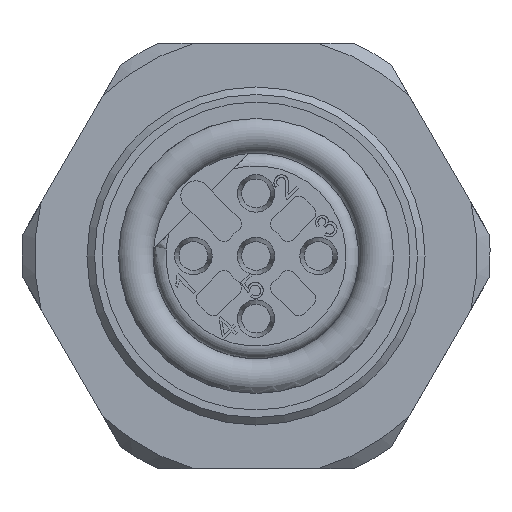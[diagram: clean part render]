
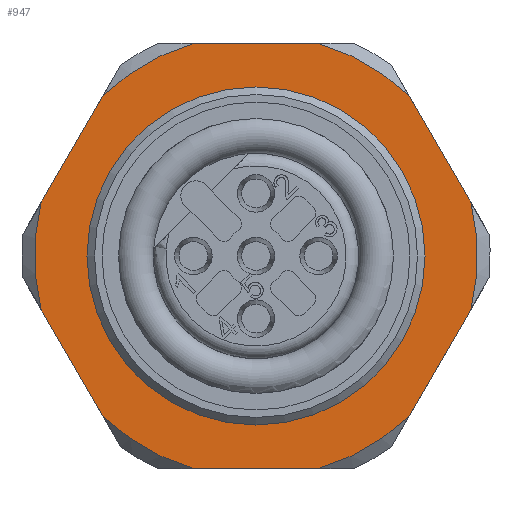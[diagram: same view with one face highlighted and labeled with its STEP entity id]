
A CAD part, front view. The second image highlights one B-rep face of the part: STEP entity #947.
In plain terms, the highlighted planar face has unit normal (0, -1, 0).
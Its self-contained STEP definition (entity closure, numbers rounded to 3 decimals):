
#75=PLANE('',#3275);
#166=LINE('',#4441,#393);
#167=LINE('',#4442,#394);
#168=LINE('',#4443,#395);
#169=LINE('',#4444,#396);
#170=LINE('',#4445,#397);
#171=LINE('',#4449,#398);
#393=VECTOR('',#3597,1.);
#394=VECTOR('',#3598,1.);
#395=VECTOR('',#3599,1.);
#396=VECTOR('',#3600,1.);
#397=VECTOR('',#3601,1.);
#398=VECTOR('',#3604,1.);
#947=ADVANCED_FACE('',(#1178,#1179),#75,.F.);
#1178=FACE_BOUND('',#1279,.T.);
#1179=FACE_BOUND('',#1280,.T.);
#1279=EDGE_LOOP('',(#1548,#1549,#1550,#1551,#1552,#1553,#1554,#1555,#1556,
#1557,#1558,#1559));
#1280=EDGE_LOOP('',(#1560));
#1548=ORIENTED_EDGE('',*,*,#2681,.F.);
#1549=ORIENTED_EDGE('',*,*,#2720,.T.);
#1550=ORIENTED_EDGE('',*,*,#2683,.F.);
#1551=ORIENTED_EDGE('',*,*,#2721,.T.);
#1552=ORIENTED_EDGE('',*,*,#2687,.F.);
#1553=ORIENTED_EDGE('',*,*,#2722,.T.);
#1554=ORIENTED_EDGE('',*,*,#2691,.F.);
#1555=ORIENTED_EDGE('',*,*,#2723,.T.);
#1556=ORIENTED_EDGE('',*,*,#2695,.F.);
#1557=ORIENTED_EDGE('',*,*,#2724,.T.);
#1558=ORIENTED_EDGE('',*,*,#2725,.F.);
#1559=ORIENTED_EDGE('',*,*,#2726,.T.);
#1560=ORIENTED_EDGE('',*,*,#2719,.T.);
#2376=VERTEX_POINT('',#4325);
#2377=VERTEX_POINT('',#4327);
#2378=VERTEX_POINT('',#4334);
#2379=VERTEX_POINT('',#4335);
#2382=VERTEX_POINT('',#4349);
#2383=VERTEX_POINT('',#4350);
#2386=VERTEX_POINT('',#4364);
#2387=VERTEX_POINT('',#4365);
#2390=VERTEX_POINT('',#4379);
#2391=VERTEX_POINT('',#4380);
#2410=VERTEX_POINT('',#4439);
#2411=VERTEX_POINT('',#4446);
#2412=VERTEX_POINT('',#4448);
#2681=EDGE_CURVE('',#2376,#2377,#3118,.T.);
#2683=EDGE_CURVE('',#2378,#2379,#3119,.T.);
#2687=EDGE_CURVE('',#2382,#2383,#3121,.T.);
#2691=EDGE_CURVE('',#2386,#2387,#3123,.T.);
#2695=EDGE_CURVE('',#2390,#2391,#3125,.T.);
#2719=EDGE_CURVE('',#2410,#2410,#3137,.T.);
#2720=EDGE_CURVE('',#2376,#2379,#166,.T.);
#2721=EDGE_CURVE('',#2378,#2383,#167,.T.);
#2722=EDGE_CURVE('',#2382,#2387,#168,.T.);
#2723=EDGE_CURVE('',#2386,#2391,#169,.T.);
#2724=EDGE_CURVE('',#2390,#2411,#170,.T.);
#2725=EDGE_CURVE('',#2412,#2411,#3138,.T.);
#2726=EDGE_CURVE('',#2412,#2377,#171,.T.);
#3118=CIRCLE('',#3239,8.85);
#3119=CIRCLE('',#3241,8.85);
#3121=CIRCLE('',#3244,8.85);
#3123=CIRCLE('',#3247,8.85);
#3125=CIRCLE('',#3250,8.85);
#3137=CIRCLE('',#3272,6.75);
#3138=CIRCLE('',#3274,8.85);
#3239=AXIS2_PLACEMENT_3D('',#4326,#3517,#3518);
#3241=AXIS2_PLACEMENT_3D('',#4333,#3521,#3522);
#3244=AXIS2_PLACEMENT_3D('',#4348,#3527,#3528);
#3247=AXIS2_PLACEMENT_3D('',#4363,#3533,#3534);
#3250=AXIS2_PLACEMENT_3D('',#4378,#3539,#3540);
#3272=AXIS2_PLACEMENT_3D('',#4438,#3593,#3594);
#3274=AXIS2_PLACEMENT_3D('',#4447,#3602,#3603);
#3275=AXIS2_PLACEMENT_3D('',#4450,#3605,#3606);
#3517=DIRECTION('',(0.,1.,0.));
#3518=DIRECTION('',(1.,0.,0.));
#3521=DIRECTION('',(0.,1.,0.));
#3522=DIRECTION('',(1.,0.,0.));
#3527=DIRECTION('',(0.,1.,0.));
#3528=DIRECTION('',(1.,0.,0.));
#3533=DIRECTION('',(0.,1.,0.));
#3534=DIRECTION('',(1.,0.,0.));
#3539=DIRECTION('',(0.,1.,0.));
#3540=DIRECTION('',(1.,0.,0.));
#3593=DIRECTION('',(0.,1.,0.));
#3594=DIRECTION('',(1.,0.,0.));
#3597=DIRECTION('',(-0.5,0.,-0.866));
#3598=DIRECTION('',(0.5,0.,-0.866));
#3599=DIRECTION('',(1.,0.,0.));
#3600=DIRECTION('',(0.5,0.,0.866));
#3601=DIRECTION('',(-0.5,0.,0.866));
#3602=DIRECTION('',(0.,1.,0.));
#3603=DIRECTION('',(1.,0.,0.));
#3604=DIRECTION('',(-1.,0.,0.));
#3605=DIRECTION('',(0.,1.,0.));
#3606=DIRECTION('',(-1.,0.,0.));
#4325=CARTESIAN_POINT('',(9.892,-5.521,6.384));
#4326=CARTESIAN_POINT('',(16.021,-5.521,0.));
#4327=CARTESIAN_POINT('',(13.557,-5.521,8.5));
#4333=CARTESIAN_POINT('',(16.021,-5.521,0.));
#4334=CARTESIAN_POINT('',(7.428,-5.521,-2.116));
#4335=CARTESIAN_POINT('',(7.428,-5.521,2.116));
#4348=CARTESIAN_POINT('',(16.021,-5.521,0.));
#4349=CARTESIAN_POINT('',(13.557,-5.521,-8.5));
#4350=CARTESIAN_POINT('',(9.892,-5.521,-6.384));
#4363=CARTESIAN_POINT('',(16.021,-5.521,0.));
#4364=CARTESIAN_POINT('',(22.15,-5.521,-6.384));
#4365=CARTESIAN_POINT('',(18.485,-5.521,-8.5));
#4378=CARTESIAN_POINT('',(16.021,-5.521,0.));
#4379=CARTESIAN_POINT('',(24.614,-5.521,2.116));
#4380=CARTESIAN_POINT('',(24.614,-5.521,-2.116));
#4438=CARTESIAN_POINT('',(16.021,-5.521,0.));
#4439=CARTESIAN_POINT('',(22.771,-5.521,0.));
#4441=CARTESIAN_POINT('',(5.737,-5.521,-0.812));
#4442=CARTESIAN_POINT('',(11.583,-5.521,-9.313));
#4443=CARTESIAN_POINT('',(16.021,-5.521,-8.5));
#4444=CARTESIAN_POINT('',(20.459,-5.521,-9.313));
#4445=CARTESIAN_POINT('',(26.305,-5.521,-0.813));
#4446=CARTESIAN_POINT('',(22.15,-5.521,6.384));
#4447=CARTESIAN_POINT('',(16.021,-5.521,0.));
#4448=CARTESIAN_POINT('',(18.485,-5.521,8.5));
#4449=CARTESIAN_POINT('',(16.021,-5.521,8.5));
#4450=CARTESIAN_POINT('',(16.021,-5.521,-6.75));
